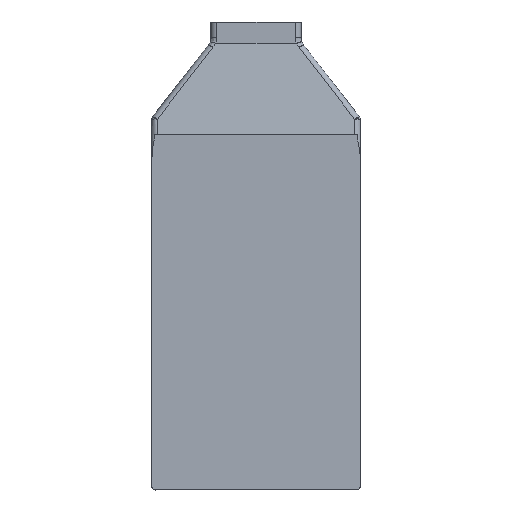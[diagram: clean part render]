
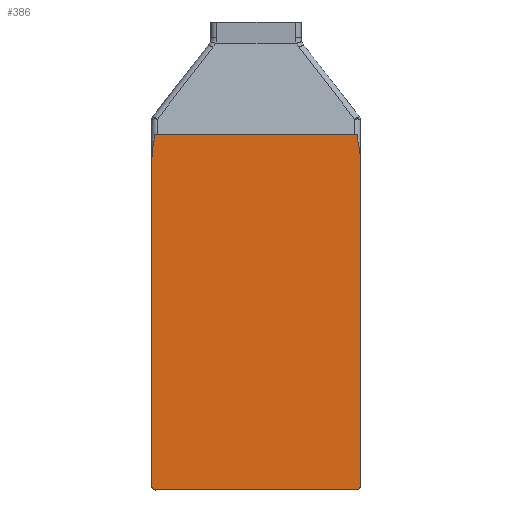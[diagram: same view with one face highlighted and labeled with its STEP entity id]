
A CAD part, front view. The second image highlights one B-rep face of the part: STEP entity #386.
In plain terms, the highlighted planar face has unit normal (0, -1, 0).
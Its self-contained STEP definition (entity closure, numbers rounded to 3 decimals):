
#52 = CARTESIAN_POINT ( 'NONE',  ( -23.909, 0., -24.996 ) ) ;
#114 = CARTESIAN_POINT ( 'NONE',  ( 24., 0., -24. ) ) ;
#134 = ORIENTED_EDGE ( 'NONE', *, *, #2347, .F. ) ;
#149 = VERTEX_POINT ( 'NONE', #52 ) ;
#162 = EDGE_CURVE ( 'NONE', #2445, #666, #1203, .T. ) ;
#196 = CIRCLE ( 'NONE', #1031, 1. ) ;
#228 = VECTOR ( 'NONE', #2314, 1000. ) ;
#256 = CARTESIAN_POINT ( 'NONE',  ( 24.091, 0., -24.996 ) ) ;
#304 = VERTEX_POINT ( 'NONE', #1794 ) ;
#307 = ORIENTED_EDGE ( 'NONE', *, *, #2480, .F. ) ;
#343 = CARTESIAN_POINT ( 'NONE',  ( 24.2, 0., 59.277 ) ) ;
#386 = ADVANCED_FACE ( 'NONE', ( #1943 ), #1999, .F. ) ;
#392 = LINE ( 'NONE', #1492, #2580 ) ;
#402 = VECTOR ( 'NONE', #2226, 1000. ) ;
#478 = VERTEX_POINT ( 'NONE', #1623 ) ;
#514 = DIRECTION ( 'NONE',  ( 0., 0., 1. ) ) ;
#526 = DIRECTION ( 'NONE',  ( 0., 0., 1. ) ) ;
#530 =( BOUNDED_CURVE ( )  B_SPLINE_CURVE ( 3, ( #882, #902, #937, #755 ),
 .UNSPECIFIED., .F., .T. ) 
 B_SPLINE_CURVE_WITH_KNOTS ( ( 4, 4 ),
 ( 4.712, 5.84 ),
 .UNSPECIFIED. ) 
 CURVE ( )  GEOMETRIC_REPRESENTATION_ITEM ( )  RATIONAL_B_SPLINE_CURVE ( ( 1., 0.897, 0.897, 1. ) ) 
 REPRESENTATION_ITEM ( '' )  );
#552 = CARTESIAN_POINT ( 'NONE',  ( -24.2, 0., 59.277 ) ) ;
#554 = CARTESIAN_POINT ( 'NONE',  ( -24.2, 0., -25.51 ) ) ;
#609 = CARTESIAN_POINT ( 'NONE',  ( 25., 0., 60.01 ) ) ;
#666 = VERTEX_POINT ( 'NONE', #343 ) ;
#679 = EDGE_CURVE ( 'NONE', #2414, #304, #1949, .T. ) ;
#714 = LINE ( 'NONE', #1789, #1204 ) ;
#739 = VERTEX_POINT ( 'NONE', #1541 ) ;
#743 = ORIENTED_EDGE ( 'NONE', *, *, #817, .F. ) ;
#751 = DIRECTION ( 'NONE',  ( 0., 0., -1. ) ) ;
#755 = CARTESIAN_POINT ( 'NONE',  ( -24.2, 0., 59.277 ) ) ;
#789 = LINE ( 'NONE', #609, #228 ) ;
#805 = VERTEX_POINT ( 'NONE', #1618 ) ;
#817 = EDGE_CURVE ( 'NONE', #1054, #149, #1530, .T. ) ;
#882 = CARTESIAN_POINT ( 'NONE',  ( -25., 0., 52.412 ) ) ;
#902 = CARTESIAN_POINT ( 'NONE',  ( -25., 0., 55.431 ) ) ;
#916 = CARTESIAN_POINT ( 'NONE',  ( 25., 0., -25.51 ) ) ;
#937 = CARTESIAN_POINT ( 'NONE',  ( -24.703, 0., 57.983 ) ) ;
#948 = EDGE_CURVE ( 'NONE', #1628, #2717, #714, .T. ) ;
#975 = ORIENTED_EDGE ( 'NONE', *, *, #1705, .F. ) ;
#986 = CIRCLE ( 'NONE', #1328, 1. ) ;
#1009 = CARTESIAN_POINT ( 'NONE',  ( 24.2, 0., -25.51 ) ) ;
#1031 = AXIS2_PLACEMENT_3D ( 'NONE', #2687, #2675, #2502 ) ;
#1054 = VERTEX_POINT ( 'NONE', #256 ) ;
#1122 = DIRECTION ( 'NONE',  ( 0., 0., 1. ) ) ;
#1194 = EDGE_CURVE ( 'NONE', #666, #478, #1703, .T. ) ;
#1203 = LINE ( 'NONE', #1009, #2275 ) ;
#1204 = VECTOR ( 'NONE', #514, 1000. ) ;
#1206 = ORIENTED_EDGE ( 'NONE', *, *, #1924, .F. ) ;
#1298 = ORIENTED_EDGE ( 'NONE', *, *, #948, .F. ) ;
#1328 = AXIS2_PLACEMENT_3D ( 'NONE', #114, #1385, #2642 ) ;
#1329 = AXIS2_PLACEMENT_3D ( 'NONE', #916, #2604, #1122 ) ;
#1385 = DIRECTION ( 'NONE',  ( 0., 1., 0. ) ) ;
#1425 = CARTESIAN_POINT ( 'NONE',  ( 24.703, 0., 57.983 ) ) ;
#1435 = EDGE_CURVE ( 'NONE', #2308, #2445, #392, .T. ) ;
#1492 = CARTESIAN_POINT ( 'NONE',  ( 25., 0., 60.01 ) ) ;
#1530 = LINE ( 'NONE', #2200, #402 ) ;
#1541 = CARTESIAN_POINT ( 'NONE',  ( -23.6, 0., 60.01 ) ) ;
#1574 = DIRECTION ( 'NONE',  ( 1., 0., 0. ) ) ;
#1602 = EDGE_CURVE ( 'NONE', #149, #1628, #196, .T. ) ;
#1618 = CARTESIAN_POINT ( 'NONE',  ( 25., 0., -24. ) ) ;
#1623 = CARTESIAN_POINT ( 'NONE',  ( 25., 0., 52.412 ) ) ;
#1628 = VERTEX_POINT ( 'NONE', #2726 ) ;
#1645 = VECTOR ( 'NONE', #751, 1000. ) ;
#1673 = DIRECTION ( 'NONE',  ( 1., 0., 0. ) ) ;
#1691 = DIRECTION ( 'NONE',  ( 0., 0., -1. ) ) ;
#1703 =( BOUNDED_CURVE ( )  B_SPLINE_CURVE ( 3, ( #1931, #1425, #2188, #2286 ),
 .UNSPECIFIED., .F., .T. ) 
 B_SPLINE_CURVE_WITH_KNOTS ( ( 4, 4 ),
 ( 0.443, 1.571 ),
 .UNSPECIFIED. ) 
 CURVE ( )  GEOMETRIC_REPRESENTATION_ITEM ( )  RATIONAL_B_SPLINE_CURVE ( ( 1., 0.897, 0.897, 1. ) ) 
 REPRESENTATION_ITEM ( '' )  );
#1705 = EDGE_CURVE ( 'NONE', #805, #1054, #986, .T. ) ;
#1789 = CARTESIAN_POINT ( 'NONE',  ( -25., 0., -25.51 ) ) ;
#1794 = CARTESIAN_POINT ( 'NONE',  ( -24.2, 0., 60.01 ) ) ;
#1796 = CARTESIAN_POINT ( 'NONE',  ( 23.6, 0., 60.01 ) ) ;
#1800 = LINE ( 'NONE', #1916, #1645 ) ;
#1886 = CARTESIAN_POINT ( 'NONE',  ( 24.2, 0., 60.01 ) ) ;
#1913 = EDGE_CURVE ( 'NONE', #478, #805, #1800, .T. ) ;
#1916 = CARTESIAN_POINT ( 'NONE',  ( 25., 0., -25.51 ) ) ;
#1924 = EDGE_CURVE ( 'NONE', #2717, #2414, #530, .T. ) ;
#1931 = CARTESIAN_POINT ( 'NONE',  ( 24.2, 0., 59.277 ) ) ;
#1943 = FACE_OUTER_BOUND ( 'NONE', #2627, .T. ) ;
#1949 = LINE ( 'NONE', #554, #2447 ) ;
#1999 = PLANE ( 'NONE',  #1329 ) ;
#2188 = CARTESIAN_POINT ( 'NONE',  ( 25., 0., 55.431 ) ) ;
#2200 = CARTESIAN_POINT ( 'NONE',  ( 25., 0., -24.996 ) ) ;
#2202 = LINE ( 'NONE', #2235, #2727 ) ;
#2226 = DIRECTION ( 'NONE',  ( -1., 0., 0. ) ) ;
#2235 = CARTESIAN_POINT ( 'NONE',  ( 25., 0., 60.01 ) ) ;
#2248 = ORIENTED_EDGE ( 'NONE', *, *, #1602, .F. ) ;
#2275 = VECTOR ( 'NONE', #1691, 1000. ) ;
#2282 = ORIENTED_EDGE ( 'NONE', *, *, #1435, .F. ) ;
#2286 = CARTESIAN_POINT ( 'NONE',  ( 25., 0., 52.412 ) ) ;
#2308 = VERTEX_POINT ( 'NONE', #1796 ) ;
#2314 = DIRECTION ( 'NONE',  ( 1., 0., 0. ) ) ;
#2347 = EDGE_CURVE ( 'NONE', #304, #739, #2202, .T. ) ;
#2407 = ORIENTED_EDGE ( 'NONE', *, *, #679, .F. ) ;
#2414 = VERTEX_POINT ( 'NONE', #552 ) ;
#2445 = VERTEX_POINT ( 'NONE', #1886 ) ;
#2447 = VECTOR ( 'NONE', #526, 1000. ) ;
#2471 = ORIENTED_EDGE ( 'NONE', *, *, #1194, .F. ) ;
#2480 = EDGE_CURVE ( 'NONE', #739, #2308, #789, .T. ) ;
#2491 = CARTESIAN_POINT ( 'NONE',  ( -25., 0., 52.412 ) ) ;
#2501 = ORIENTED_EDGE ( 'NONE', *, *, #1913, .F. ) ;
#2502 = DIRECTION ( 'NONE',  ( 1., 0., 0. ) ) ;
#2580 = VECTOR ( 'NONE', #1673, 1000. ) ;
#2586 = ORIENTED_EDGE ( 'NONE', *, *, #162, .F. ) ;
#2604 = DIRECTION ( 'NONE',  ( 0., 1., 0. ) ) ;
#2627 = EDGE_LOOP ( 'NONE', ( #743, #975, #2501, #2471, #2586, #2282, #307, #134, #2407, #1206, #1298, #2248 ) ) ;
#2642 = DIRECTION ( 'NONE',  ( 1., 0., 0. ) ) ;
#2675 = DIRECTION ( 'NONE',  ( 0., 1., 0. ) ) ;
#2687 = CARTESIAN_POINT ( 'NONE',  ( -24., 0., -24. ) ) ;
#2717 = VERTEX_POINT ( 'NONE', #2491 ) ;
#2726 = CARTESIAN_POINT ( 'NONE',  ( -25., 0., -24. ) ) ;
#2727 = VECTOR ( 'NONE', #1574, 1000. ) ;
